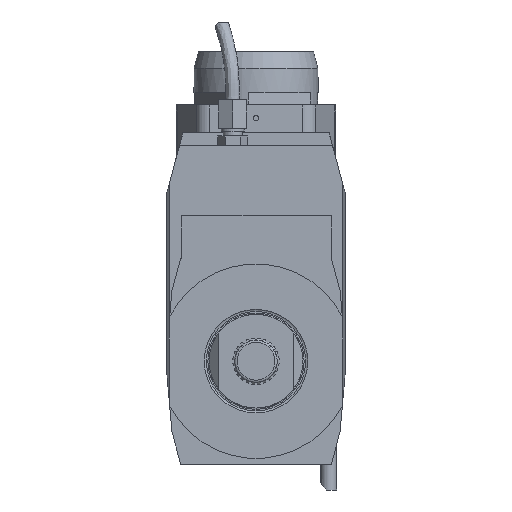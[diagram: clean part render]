
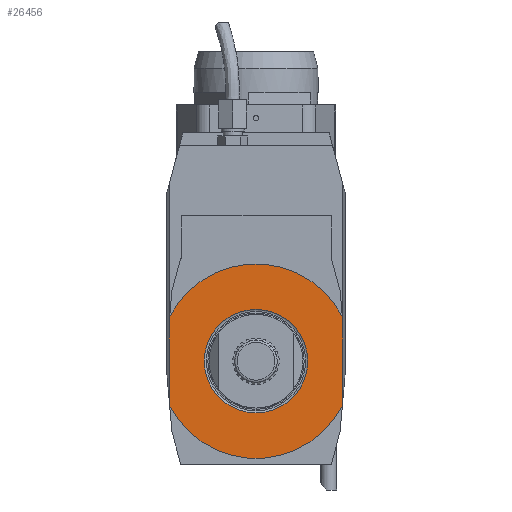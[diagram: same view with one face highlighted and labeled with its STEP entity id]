
A CAD part, front view. The second image highlights one B-rep face of the part: STEP entity #26456.
In plain terms, the highlighted planar face has unit normal (0, -1, 0).
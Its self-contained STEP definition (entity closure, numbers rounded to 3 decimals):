
#753 = FACE_OUTER_BOUND ( 'NONE', #16012, .T. ) ;
#1521 = VERTEX_POINT ( 'NONE', #23482 ) ;
#1612 = ORIENTED_EDGE ( 'NONE', *, *, #31403, .T. ) ;
#1678 = DIRECTION ( 'NONE',  ( 0., 1., 0. ) ) ;
#1738 = CARTESIAN_POINT ( 'NONE',  ( 0., -100., -50. ) ) ;
#1979 = CARTESIAN_POINT ( 'NONE',  ( 37., -100., -32.79 ) ) ;
#3791 = VERTEX_POINT ( 'NONE', #1979 ) ;
#3838 = LINE ( 'NONE', #31813, #12705 ) ;
#3960 = VERTEX_POINT ( 'NONE', #30598 ) ;
#4495 = DIRECTION ( 'NONE',  ( -0.087, 0., -0.996 ) ) ;
#4679 = ORIENTED_EDGE ( 'NONE', *, *, #21650, .F. ) ;
#5072 = LINE ( 'NONE', #28013, #7035 ) ;
#5241 = CARTESIAN_POINT ( 'NONE',  ( -37., -100., -32.79 ) ) ;
#5273 = EDGE_LOOP ( 'NONE', ( #32125 ) ) ;
#6320 = DIRECTION ( 'NONE',  ( 0., 0., 1. ) ) ;
#6362 = DIRECTION ( 'NONE',  ( 0., 1., 0. ) ) ;
#6481 = DIRECTION ( 'NONE',  ( 0., 0., -1. ) ) ;
#7031 = DIRECTION ( 'NONE',  ( 0., 0., 1. ) ) ;
#7035 = VECTOR ( 'NONE', #25537, 1000. ) ;
#7969 = ORIENTED_EDGE ( 'NONE', *, *, #28178, .F. ) ;
#8650 = VERTEX_POINT ( 'NONE', #25230 ) ;
#8676 = CARTESIAN_POINT ( 'NONE',  ( 37., -100., -50. ) ) ;
#8738 = CIRCLE ( 'NONE', #11385, 41.5 ) ;
#9156 = CARTESIAN_POINT ( 'NONE',  ( 0., -100., -50. ) ) ;
#9401 = VECTOR ( 'NONE', #30886, 1000. ) ;
#9808 = CIRCLE ( 'NONE', #19908, 22.095 ) ;
#10218 = EDGE_CURVE ( 'NONE', #27509, #3791, #5072, .T. ) ;
#10668 = EDGE_CURVE ( 'NONE', #8650, #22752, #20722, .T. ) ;
#11139 = CARTESIAN_POINT ( 'NONE',  ( -35.867, -100., -80.155 ) ) ;
#11145 = CARTESIAN_POINT ( 'NONE',  ( -37., -100., -50. ) ) ;
#11385 = AXIS2_PLACEMENT_3D ( 'NONE', #9156, #1678, #6481 ) ;
#11710 = CIRCLE ( 'NONE', #28697, 41.5 ) ;
#12024 = DIRECTION ( 'NONE',  ( 0., 0., -1. ) ) ;
#12356 = CARTESIAN_POINT ( 'NONE',  ( 0., -100., -50. ) ) ;
#12359 = DIRECTION ( 'NONE',  ( 0., 1., 0. ) ) ;
#12705 = VECTOR ( 'NONE', #4495, 1000. ) ;
#13233 = CARTESIAN_POINT ( 'NONE',  ( 38.213, -100., -53.343 ) ) ;
#13375 = CARTESIAN_POINT ( 'NONE',  ( 0., -100., -27.85 ) ) ;
#13405 = VECTOR ( 'NONE', #16317, 1000. ) ;
#13463 = ORIENTED_EDGE ( 'NONE', *, *, #10218, .F. ) ;
#13667 = LINE ( 'NONE', #8676, #13405 ) ;
#14221 = VERTEX_POINT ( 'NONE', #21888 ) ;
#14567 = VERTEX_POINT ( 'NONE', #27211 ) ;
#14690 = CARTESIAN_POINT ( 'NONE',  ( 36.833, -100., -30.88 ) ) ;
#15528 = LINE ( 'NONE', #11139, #29522 ) ;
#16012 = EDGE_LOOP ( 'NONE', ( #13463, #4679, #1612, #32089, #7969, #19305, #24916, #24343 ) ) ;
#16129 = LINE ( 'NONE', #11145, #20955 ) ;
#16317 = DIRECTION ( 'NONE',  ( 0., 0., 1. ) ) ;
#19305 = ORIENTED_EDGE ( 'NONE', *, *, #26057, .F. ) ;
#19908 = AXIS2_PLACEMENT_3D ( 'NONE', #12356, #24521, #7031 ) ;
#20192 = DIRECTION ( 'NONE',  ( -0.087, 0., 0.996 ) ) ;
#20722 = LINE ( 'NONE', #13233, #9401 ) ;
#20955 = VECTOR ( 'NONE', #6320, 1000. ) ;
#21650 = EDGE_CURVE ( 'NONE', #1521, #27509, #11710, .T. ) ;
#21888 = CARTESIAN_POINT ( 'NONE',  ( -37., -100., -67.21 ) ) ;
#22752 = VERTEX_POINT ( 'NONE', #24797 ) ;
#23082 = VERTEX_POINT ( 'NONE', #5241 ) ;
#23482 = CARTESIAN_POINT ( 'NONE',  ( -36.833, -100., -30.88 ) ) ;
#23680 = EDGE_CURVE ( 'NONE', #22752, #3791, #13667, .T. ) ;
#24189 = PLANE ( 'NONE',  #29444 ) ;
#24343 = ORIENTED_EDGE ( 'NONE', *, *, #23680, .T. ) ;
#24521 = DIRECTION ( 'NONE',  ( 0., -1., 0. ) ) ;
#24797 = CARTESIAN_POINT ( 'NONE',  ( 37., -100., -67.21 ) ) ;
#24916 = ORIENTED_EDGE ( 'NONE', *, *, #10668, .T. ) ;
#25230 = CARTESIAN_POINT ( 'NONE',  ( 36.833, -100., -69.12 ) ) ;
#25537 = DIRECTION ( 'NONE',  ( 0.087, 0., -0.996 ) ) ;
#25948 = EDGE_CURVE ( 'NONE', #14221, #23082, #16129, .T. ) ;
#26057 = EDGE_CURVE ( 'NONE', #8650, #3960, #8738, .T. ) ;
#26360 = FACE_BOUND ( 'NONE', #5273, .T. ) ;
#26456 = ADVANCED_FACE ( 'Defeature completata2_426', ( #753, #26360 ), #24189, .F. ) ;
#27211 = CARTESIAN_POINT ( 'NONE',  ( 0., -100., -27.905 ) ) ;
#27492 = EDGE_CURVE ( 'NONE', #14567, #14567, #9808, .T. ) ;
#27509 = VERTEX_POINT ( 'NONE', #14690 ) ;
#28013 = CARTESIAN_POINT ( 'NONE',  ( 38.213, -100., -46.657 ) ) ;
#28178 = EDGE_CURVE ( 'NONE', #3960, #14221, #15528, .T. ) ;
#28697 = AXIS2_PLACEMENT_3D ( 'NONE', #1738, #12359, #12024 ) ;
#29444 = AXIS2_PLACEMENT_3D ( 'NONE', #13375, #6362, #31670 ) ;
#29522 = VECTOR ( 'NONE', #20192, 1000. ) ;
#30598 = CARTESIAN_POINT ( 'NONE',  ( -36.833, -100., -69.12 ) ) ;
#30886 = DIRECTION ( 'NONE',  ( 0.087, 0., 0.996 ) ) ;
#31403 = EDGE_CURVE ( 'NONE', #1521, #23082, #3838, .T. ) ;
#31670 = DIRECTION ( 'NONE',  ( 0., 0., -1. ) ) ;
#31813 = CARTESIAN_POINT ( 'NONE',  ( -35.867, -100., -19.845 ) ) ;
#32089 = ORIENTED_EDGE ( 'NONE', *, *, #25948, .F. ) ;
#32125 = ORIENTED_EDGE ( 'NONE', *, *, #27492, .F. ) ;
